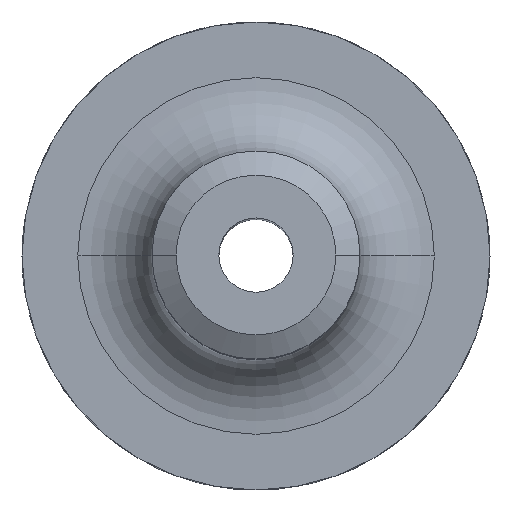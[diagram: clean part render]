
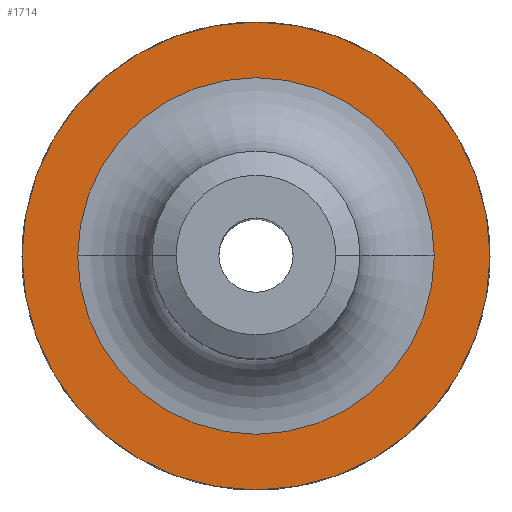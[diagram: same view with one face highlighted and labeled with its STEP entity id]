
A CAD part, top view. The second image highlights one B-rep face of the part: STEP entity #1714.
In plain terms, the highlighted planar face has unit normal (0, 0, 1).
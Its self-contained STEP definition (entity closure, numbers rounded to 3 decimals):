
#12 = CARTESIAN_POINT ( 'NONE',  ( 0., 0., 27. ) ) ;
#27 = CARTESIAN_POINT ( 'NONE',  ( 0., 0., 27. ) ) ;
#145 = DIRECTION ( 'NONE',  ( 0., 0., -1. ) ) ;
#289 = CARTESIAN_POINT ( 'NONE',  ( 0., 0., 27. ) ) ;
#290 = CARTESIAN_POINT ( 'NONE',  ( 0., 0., 27. ) ) ;
#293 = PLANE ( 'NONE',  #1335 ) ;
#306 = CARTESIAN_POINT ( 'NONE',  ( 24., 0., 27. ) ) ;
#344 = EDGE_CURVE ( 'NONE', #641, #766, #362, .T. ) ;
#362 = CIRCLE ( 'NONE', #569, 31.5 ) ;
#395 = CIRCLE ( 'NONE', #1427, 24. ) ;
#448 = DIRECTION ( 'NONE',  ( 0., 0., -1. ) ) ;
#456 = DIRECTION ( 'NONE',  ( 0., 0., -1. ) ) ;
#457 = EDGE_CURVE ( 'NONE', #766, #641, #760, .T. ) ;
#562 = DIRECTION ( 'NONE',  ( 0., 0., -1. ) ) ;
#569 = AXIS2_PLACEMENT_3D ( 'NONE', #27, #1594, #886 ) ;
#610 = FACE_OUTER_BOUND ( 'NONE', #1061, .T. ) ;
#641 = VERTEX_POINT ( 'NONE', #746 ) ;
#702 = CARTESIAN_POINT ( 'NONE',  ( 0., 0., 27. ) ) ;
#732 = CIRCLE ( 'NONE', #1519, 24. ) ;
#746 = CARTESIAN_POINT ( 'NONE',  ( -31.5, 0., 27. ) ) ;
#760 = CIRCLE ( 'NONE', #1625, 31.5 ) ;
#766 = VERTEX_POINT ( 'NONE', #1077 ) ;
#875 = CARTESIAN_POINT ( 'NONE',  ( -24., 0., 27. ) ) ;
#886 = DIRECTION ( 'NONE',  ( -1., 0., 0. ) ) ;
#932 = ORIENTED_EDGE ( 'NONE', *, *, #457, .F. ) ;
#959 = FACE_BOUND ( 'NONE', #1314, .T. ) ;
#1021 = ORIENTED_EDGE ( 'NONE', *, *, #344, .F. ) ;
#1061 = EDGE_LOOP ( 'NONE', ( #1021, #932 ) ) ;
#1077 = CARTESIAN_POINT ( 'NONE',  ( 31.5, 0., 27. ) ) ;
#1105 = ORIENTED_EDGE ( 'NONE', *, *, #1732, .T. ) ;
#1216 = VERTEX_POINT ( 'NONE', #875 ) ;
#1311 = DIRECTION ( 'NONE',  ( -1., 0., 0. ) ) ;
#1314 = EDGE_LOOP ( 'NONE', ( #1387, #1105 ) ) ;
#1335 = AXIS2_PLACEMENT_3D ( 'NONE', #290, #456, #1720 ) ;
#1387 = ORIENTED_EDGE ( 'NONE', *, *, #1592, .T. ) ;
#1399 = DIRECTION ( 'NONE',  ( -1., 0., 0. ) ) ;
#1427 = AXIS2_PLACEMENT_3D ( 'NONE', #702, #562, #1566 ) ;
#1519 = AXIS2_PLACEMENT_3D ( 'NONE', #12, #448, #1311 ) ;
#1566 = DIRECTION ( 'NONE',  ( -1., 0., 0. ) ) ;
#1592 = EDGE_CURVE ( 'NONE', #1216, #1766, #395, .T. ) ;
#1594 = DIRECTION ( 'NONE',  ( 0., 0., -1. ) ) ;
#1625 = AXIS2_PLACEMENT_3D ( 'NONE', #289, #145, #1399 ) ;
#1714 = ADVANCED_FACE ( 'NONE', ( #959, #610 ), #293, .F. ) ;
#1720 = DIRECTION ( 'NONE',  ( -1., 0., 0. ) ) ;
#1732 = EDGE_CURVE ( 'NONE', #1766, #1216, #732, .T. ) ;
#1766 = VERTEX_POINT ( 'NONE', #306 ) ;
